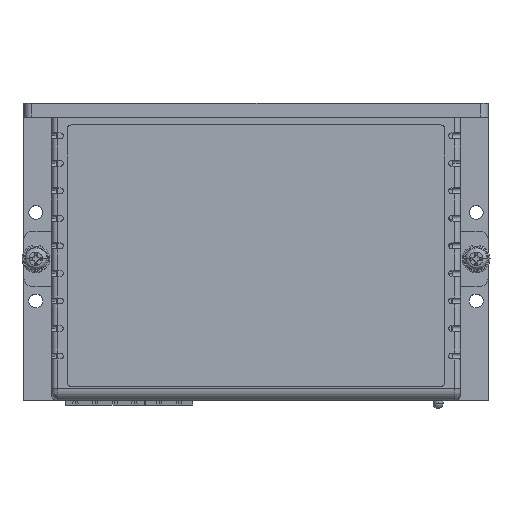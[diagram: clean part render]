
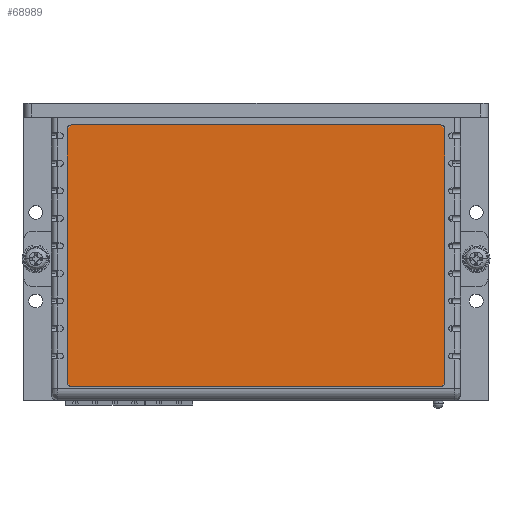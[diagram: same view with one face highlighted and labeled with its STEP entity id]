
A CAD part, top view. The second image highlights one B-rep face of the part: STEP entity #68989.
In plain terms, the highlighted planar face has unit normal (0, 0, 1).
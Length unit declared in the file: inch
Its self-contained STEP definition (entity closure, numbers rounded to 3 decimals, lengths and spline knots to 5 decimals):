
#333 = CARTESIAN_POINT ( 'NONE',  ( -1.88976, 0.17717, 0.85827 ) ) ;
#652 = VECTOR ( 'NONE', #52829, 39.37008 ) ;
#739 = DIRECTION ( 'NONE',  ( -1., 0., 0. ) ) ;
#2611 = CARTESIAN_POINT ( 'NONE',  ( -1.88976, 2.71654, 0.85827 ) ) ;
#4564 = VERTEX_POINT ( 'NONE', #21029 ) ;
#5045 = EDGE_CURVE ( 'NONE', #33650, #4564, #40523, .T. ) ;
#6394 = VECTOR ( 'NONE', #32561, 39.37008 ) ;
#7657 = EDGE_CURVE ( 'NONE', #9388, #66877, #36496, .T. ) ;
#9388 = VERTEX_POINT ( 'NONE', #63694 ) ;
#10911 = EDGE_CURVE ( 'NONE', #33650, #56322, #28573, .T. ) ;
#11041 = AXIS2_PLACEMENT_3D ( 'NONE', #60686, #31292, #48031 ) ;
#14425 = VERTEX_POINT ( 'NONE', #43838 ) ;
#14551 = DIRECTION ( 'NONE',  ( -1., 0., 0. ) ) ;
#16452 = DIRECTION ( 'NONE',  ( 0., 0., 1. ) ) ;
#16959 = CARTESIAN_POINT ( 'NONE',  ( -1.85039, 2.75591, 0.85827 ) ) ;
#18055 = AXIS2_PLACEMENT_3D ( 'NONE', #22684, #16452, #34032 ) ;
#18464 = CARTESIAN_POINT ( 'NONE',  ( 1.85039, 2.75591, 0.85827 ) ) ;
#19111 = VECTOR ( 'NONE', #76279, 39.37008 ) ;
#21029 = CARTESIAN_POINT ( 'NONE',  ( -1.88976, 2.71654, 0.85827 ) ) ;
#22684 = CARTESIAN_POINT ( 'NONE',  ( 1.85039, 2.71654, 0.85827 ) ) ;
#22887 = ORIENTED_EDGE ( 'NONE', *, *, #54960, .T. ) ;
#26477 = VECTOR ( 'NONE', #70887, 39.37008 ) ;
#27026 = CARTESIAN_POINT ( 'NONE',  ( -1.92756, 0.11135, 0.85827 ) ) ;
#27269 = AXIS2_PLACEMENT_3D ( 'NONE', #53172, #36137, #739 ) ;
#27514 = DIRECTION ( 'NONE',  ( 0., 0., 1. ) ) ;
#27760 = EDGE_CURVE ( 'NONE', #56599, #4564, #62846, .T. ) ;
#28573 = CIRCLE ( 'NONE', #11041, 0.03937 ) ;
#29561 = CARTESIAN_POINT ( 'NONE',  ( 1.85039, 2.75591, 0.85827 ) ) ;
#30209 = ORIENTED_EDGE ( 'NONE', *, *, #7657, .T. ) ;
#30758 = FACE_OUTER_BOUND ( 'NONE', #65253, .T. ) ;
#31292 = DIRECTION ( 'NONE',  ( 0., 0., 1. ) ) ;
#32561 = DIRECTION ( 'NONE',  ( 0., 1., 0. ) ) ;
#33650 = VERTEX_POINT ( 'NONE', #333 ) ;
#34032 = DIRECTION ( 'NONE',  ( -1., 0., 0. ) ) ;
#35087 = CARTESIAN_POINT ( 'NONE',  ( 1.88976, 0.17717, 0.85827 ) ) ;
#36137 = DIRECTION ( 'NONE',  ( 0., 0., 1. ) ) ;
#36496 = CIRCLE ( 'NONE', #27269, 0.03937 ) ;
#36606 = ORIENTED_EDGE ( 'NONE', *, *, #42734, .F. ) ;
#37550 = DIRECTION ( 'NONE',  ( 0., 0., 1. ) ) ;
#37751 = ORIENTED_EDGE ( 'NONE', *, *, #5045, .F. ) ;
#40523 = LINE ( 'NONE', #2611, #6394 ) ;
#42734 = EDGE_CURVE ( 'NONE', #14425, #66877, #50479, .T. ) ;
#43838 = CARTESIAN_POINT ( 'NONE',  ( 1.88976, 2.71654, 0.85827 ) ) ;
#44221 = CARTESIAN_POINT ( 'NONE',  ( -1.85039, 2.71654, 0.85827 ) ) ;
#44434 = ORIENTED_EDGE ( 'NONE', *, *, #57874, .F. ) ;
#46808 = ORIENTED_EDGE ( 'NONE', *, *, #52612, .F. ) ;
#48031 = DIRECTION ( 'NONE',  ( -1., 0., 0. ) ) ;
#50217 = DIRECTION ( 'NONE',  ( 1., 0., 0. ) ) ;
#50479 = LINE ( 'NONE', #35087, #19111 ) ;
#50730 = ORIENTED_EDGE ( 'NONE', *, *, #10911, .T. ) ;
#52064 = CIRCLE ( 'NONE', #18055, 0.03937 ) ;
#52612 = EDGE_CURVE ( 'NONE', #56599, #69256, #59777, .T. ) ;
#52829 = DIRECTION ( 'NONE',  ( 1., 0., 0. ) ) ;
#53172 = CARTESIAN_POINT ( 'NONE',  ( 1.85039, 0.17717, 0.85827 ) ) ;
#54960 = EDGE_CURVE ( 'NONE', #14425, #69256, #52064, .T. ) ;
#56322 = VERTEX_POINT ( 'NONE', #67822 ) ;
#56599 = VERTEX_POINT ( 'NONE', #16959 ) ;
#57874 = EDGE_CURVE ( 'NONE', #9388, #56322, #67074, .T. ) ;
#59777 = LINE ( 'NONE', #18464, #652 ) ;
#60686 = CARTESIAN_POINT ( 'NONE',  ( -1.85039, 0.17717, 0.85827 ) ) ;
#62846 = CIRCLE ( 'NONE', #65263, 0.03937 ) ;
#63694 = CARTESIAN_POINT ( 'NONE',  ( 1.85039, 0.1378, 0.85827 ) ) ;
#64474 = CARTESIAN_POINT ( 'NONE',  ( -1.85039, 0.1378, 0.85827 ) ) ;
#64864 = ORIENTED_EDGE ( 'NONE', *, *, #27760, .T. ) ;
#65004 = CARTESIAN_POINT ( 'NONE',  ( 1.88976, 0.17717, 0.85827 ) ) ;
#65253 = EDGE_LOOP ( 'NONE', ( #36606, #22887, #46808, #64864, #37751, #50730, #44434, #30209 ) ) ;
#65263 = AXIS2_PLACEMENT_3D ( 'NONE', #44221, #37550, #14551 ) ;
#66877 = VERTEX_POINT ( 'NONE', #65004 ) ;
#67074 = LINE ( 'NONE', #64474, #26477 ) ;
#67822 = CARTESIAN_POINT ( 'NONE',  ( -1.85039, 0.1378, 0.85827 ) ) ;
#68477 = PLANE ( 'NONE',  #73260 ) ;
#68989 = ADVANCED_FACE ( 'NONE', ( #30758 ), #68477, .T. ) ;
#69256 = VERTEX_POINT ( 'NONE', #29561 ) ;
#70887 = DIRECTION ( 'NONE',  ( -1., 0., 0. ) ) ;
#73260 = AXIS2_PLACEMENT_3D ( 'NONE', #27026, #27514, #50217 ) ;
#76279 = DIRECTION ( 'NONE',  ( 0., -1., 0. ) ) ;
